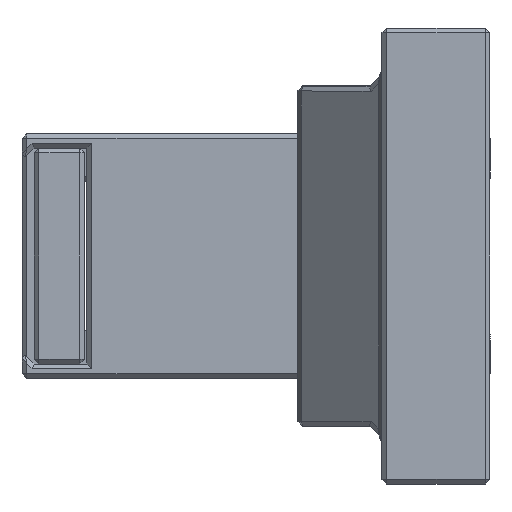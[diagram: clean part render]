
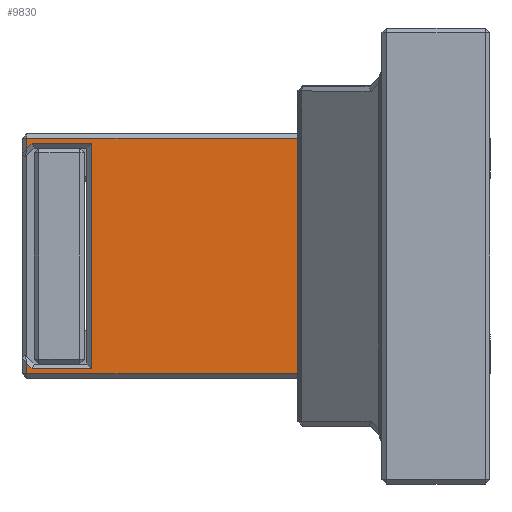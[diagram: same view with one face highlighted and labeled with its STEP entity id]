
A CAD part, left-side view. The second image highlights one B-rep face of the part: STEP entity #9830.
In plain terms, the highlighted planar face has unit normal (-1, 0, 0).
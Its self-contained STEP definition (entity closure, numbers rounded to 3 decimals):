
#931=FACE_OUTER_BOUND('',#1526,.T.);
#1526=EDGE_LOOP('',(#7991,#7992,#7993,#7994,#7995,#7996,#7997,#7998,#7999,
#8000,#8001,#8002));
#2368=LINE('',#16103,#3475);
#2370=LINE('',#16107,#3477);
#2377=LINE('',#16122,#3484);
#2380=LINE('',#16126,#3487);
#2384=LINE('',#16135,#3491);
#2389=LINE('',#16144,#3496);
#2400=LINE('',#16167,#3507);
#2404=LINE('',#16173,#3511);
#2408=LINE('',#16181,#3515);
#2419=LINE('',#16200,#3526);
#2425=LINE('',#16212,#3532);
#2464=LINE('',#16290,#3571);
#3475=VECTOR('',#12627,10.);
#3477=VECTOR('',#12631,10.);
#3484=VECTOR('',#12642,10.);
#3487=VECTOR('',#12647,10.);
#3491=VECTOR('',#12655,10.);
#3496=VECTOR('',#12664,10.);
#3507=VECTOR('',#12681,10.);
#3511=VECTOR('',#12689,10.);
#3515=VECTOR('',#12697,10.);
#3526=VECTOR('',#12712,10.);
#3532=VECTOR('',#12724,10.);
#3571=VECTOR('',#12791,10.);
#4495=VERTEX_POINT('',#16093);
#4499=VERTEX_POINT('',#16102);
#4500=VERTEX_POINT('',#16106);
#4504=VERTEX_POINT('',#16115);
#4506=VERTEX_POINT('',#16120);
#4509=VERTEX_POINT('',#16134);
#4511=VERTEX_POINT('',#16143);
#4513=VERTEX_POINT('',#16149);
#4516=VERTEX_POINT('',#16156);
#4519=VERTEX_POINT('',#16163);
#4528=VERTEX_POINT('',#16198);
#4531=VERTEX_POINT('',#16211);
#5664=EDGE_CURVE('',#4495,#4499,#2368,.T.);
#5666=EDGE_CURVE('',#4499,#4500,#2370,.T.);
#5673=EDGE_CURVE('',#4506,#4504,#2377,.T.);
#5676=EDGE_CURVE('',#4504,#4495,#2380,.T.);
#5680=EDGE_CURVE('',#4500,#4509,#2384,.T.);
#5685=EDGE_CURVE('',#4509,#4511,#2389,.T.);
#5696=EDGE_CURVE('',#4516,#4519,#2400,.T.);
#5700=EDGE_CURVE('',#4513,#4516,#2404,.T.);
#5704=EDGE_CURVE('',#4511,#4513,#2408,.T.);
#5715=EDGE_CURVE('',#4528,#4506,#2419,.T.);
#5721=EDGE_CURVE('',#4519,#4531,#2425,.T.);
#5761=EDGE_CURVE('',#4528,#4531,#2464,.T.);
#7991=ORIENTED_EDGE('',*,*,#5673,.F.);
#7992=ORIENTED_EDGE('',*,*,#5715,.F.);
#7993=ORIENTED_EDGE('',*,*,#5761,.T.);
#7994=ORIENTED_EDGE('',*,*,#5721,.F.);
#7995=ORIENTED_EDGE('',*,*,#5696,.F.);
#7996=ORIENTED_EDGE('',*,*,#5700,.F.);
#7997=ORIENTED_EDGE('',*,*,#5704,.F.);
#7998=ORIENTED_EDGE('',*,*,#5685,.F.);
#7999=ORIENTED_EDGE('',*,*,#5680,.F.);
#8000=ORIENTED_EDGE('',*,*,#5666,.F.);
#8001=ORIENTED_EDGE('',*,*,#5664,.F.);
#8002=ORIENTED_EDGE('',*,*,#5676,.F.);
#9262=PLANE('',#10688);
#9830=ADVANCED_FACE('',(#931),#9262,.T.);
#10688=AXIS2_PLACEMENT_3D('',#16289,#12789,#12790);
#12627=DIRECTION('',(0.,-0.707,-0.707));
#12631=DIRECTION('',(0.,-1.,0.));
#12642=DIRECTION('',(0.,1.,0.));
#12647=DIRECTION('',(0.,0.,1.));
#12655=DIRECTION('',(0.,0.,1.));
#12664=DIRECTION('',(0.,1.,0.));
#12681=DIRECTION('',(0.,-1.,0.));
#12689=DIRECTION('',(0.,0.,1.));
#12697=DIRECTION('',(0.,0.707,-0.707));
#12712=DIRECTION('',(0.,0.447,-0.894));
#12724=DIRECTION('',(0.,-0.447,-0.894));
#12789=DIRECTION('center_axis',(-1.,0.,0.));
#12790=DIRECTION('ref_axis',(0.,0.,1.));
#12791=DIRECTION('',(0.,0.,1.));
#16093=CARTESIAN_POINT('',(-50.9,38.6,-14.966));
#16102=CARTESIAN_POINT('',(-50.9,38.166,-15.4));
#16103=CARTESIAN_POINT('',(-50.9,28.483,-25.083));
#16106=CARTESIAN_POINT('',(-50.9,33.2,-15.4));
#16107=CARTESIAN_POINT('',(-50.9,16.7,-15.4));
#16115=CARTESIAN_POINT('',(-50.9,38.6,-15.8));
#16120=CARTESIAN_POINT('',(-50.9,14.045,-15.8));
#16122=CARTESIAN_POINT('',(-50.9,0.,-15.8));
#16126=CARTESIAN_POINT('',(-50.9,38.6,-11.1));
#16134=CARTESIAN_POINT('',(-50.9,33.2,3.4));
#16135=CARTESIAN_POINT('',(-50.9,33.2,-6.6));
#16143=CARTESIAN_POINT('',(-50.9,38.166,3.4));
#16144=CARTESIAN_POINT('',(-50.9,19.,3.4));
#16149=CARTESIAN_POINT('',(-50.9,38.6,2.966));
#16156=CARTESIAN_POINT('',(-50.9,38.6,3.8));
#16163=CARTESIAN_POINT('',(-50.9,14.045,3.8));
#16167=CARTESIAN_POINT('',(-50.9,0.,3.8));
#16173=CARTESIAN_POINT('',(-50.9,38.6,-11.1));
#16181=CARTESIAN_POINT('',(-50.9,34.083,7.483));
#16198=CARTESIAN_POINT('',(-50.9,14.,-15.71));
#16200=CARTESIAN_POINT('',(-50.9,12.166,-12.042));
#16211=CARTESIAN_POINT('',(-50.9,14.,3.71));
#16212=CARTESIAN_POINT('',(-50.9,7.576,-9.138));
#16289=CARTESIAN_POINT('Origin',(-50.9,0.,-16.2));
#16290=CARTESIAN_POINT('',(-50.9,14.,-16.2));
